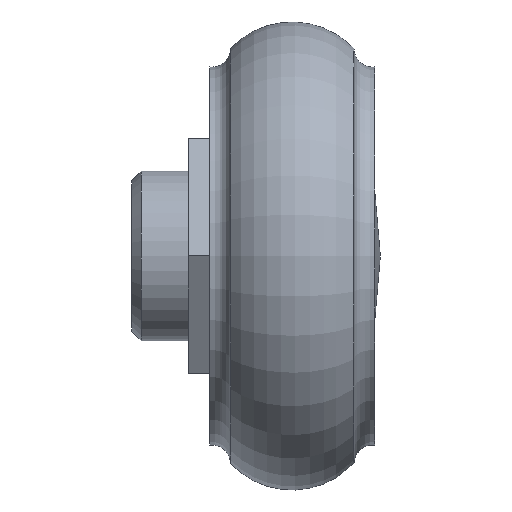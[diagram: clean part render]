
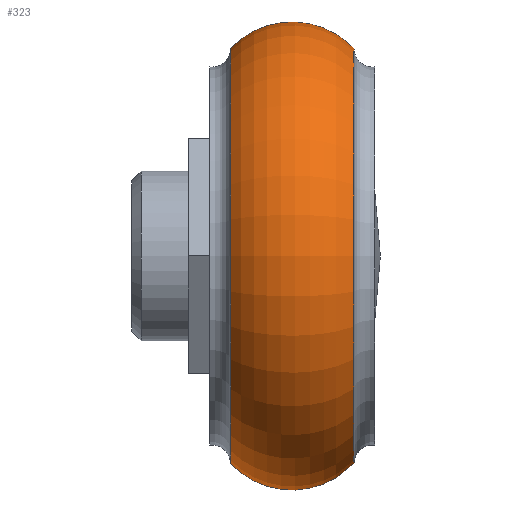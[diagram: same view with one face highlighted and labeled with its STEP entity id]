
A CAD part, top view. The second image highlights one B-rep face of the part: STEP entity #323.
In plain terms, the highlighted toroidal (fillet/blend) face has major radius 15.85 mm and minor radius 9 mm.
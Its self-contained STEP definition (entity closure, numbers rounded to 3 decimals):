
#25=TOROIDAL_SURFACE('',#365,15.85,9.);
#82=ORIENTED_EDGE('',*,*,#148,.T.);
#83=ORIENTED_EDGE('',*,*,#149,.F.);
#148=EDGE_CURVE('',#183,#183,#207,.T.);
#149=EDGE_CURVE('',#184,#184,#208,.T.);
#183=VERTEX_POINT('',#527);
#184=VERTEX_POINT('',#530);
#207=CIRCLE('',#364,22.022);
#208=CIRCLE('',#366,22.022);
#229=EDGE_LOOP('',(#82));
#230=EDGE_LOOP('',(#83));
#271=FACE_BOUND('',#229,.T.);
#272=FACE_BOUND('',#230,.T.);
#323=ADVANCED_FACE('',(#271,#272),#25,.T.);
#364=AXIS2_PLACEMENT_3D('',#526,#421,#422);
#365=AXIS2_PLACEMENT_3D('',#528,#423,#424);
#366=AXIS2_PLACEMENT_3D('',#529,#425,#426);
#421=DIRECTION('',(1.,0.,0.));
#422=DIRECTION('',(0.,1.,0.));
#423=DIRECTION('',(1.,0.,0.));
#424=DIRECTION('',(0.,1.,0.));
#425=DIRECTION('',(1.,0.,0.));
#426=DIRECTION('',(0.,1.,0.));
#526=CARTESIAN_POINT('',(10.5,0.,0.));
#527=CARTESIAN_POINT('',(10.5,22.022,0.));
#528=CARTESIAN_POINT('',(17.05,0.,0.));
#529=CARTESIAN_POINT('',(23.6,0.,0.));
#530=CARTESIAN_POINT('',(23.6,22.022,0.));
